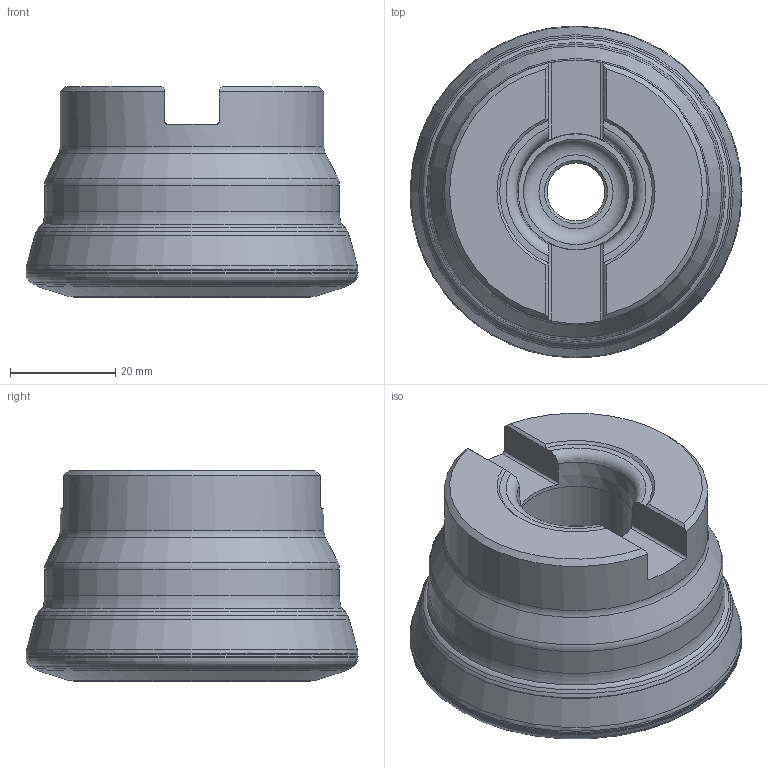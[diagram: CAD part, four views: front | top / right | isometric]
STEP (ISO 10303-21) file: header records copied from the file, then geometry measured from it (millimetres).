
FILE_DESCRIPTION(/* description */ (''),/* implementation_level */ '2;1');
FILE_NAME(/* name */ 'xmr03-063-a22-sn12-06c.stp',/* time_stamp */ '2023-05-06T16:53:00+08:00',/* author */ (''),/* organization */ (''),/* preprocessor_version */ 'ST-DEVELOPER v16.7',/* originating_system */ 'SIEMENS PLM Software NX 12.0',/* authorisation */ '');
FILE_SCHEMA (('AUTOMOTIVE_DESIGN { 1 0 10303 214 3 1 1 1 }'));
Length unit declared in the file: millimetre
Products named in the file (1): luol2A7C63C37rsr
Bounding box: 63.03 x 63.03 x 40 mm (x, y, z)
Volume: 97377.3 mm3; surface area: 20093.4 mm2
Topology: 2 solids, 2 shells, 91 faces, 213 edges, 128 vertices
Faces by surface type: revolution 29, plane 20, cone 19, torus 13, cylinder 10
Full cylindrical faces by diameter (mm): 11 x1, 18 x1, 22 x1, 24 x1, 50 x1, 56 x1
Entity records: 2595 total; most frequent: CARTESIAN_POINT 849, DIRECTION 335, ORIENTED_EDGE 268, EDGE_LOOP 158, AXIS2_PLACEMENT_3D 141, FACE_BOUND 134, EDGE_CURVE 134, VERTEX_POINT 110
